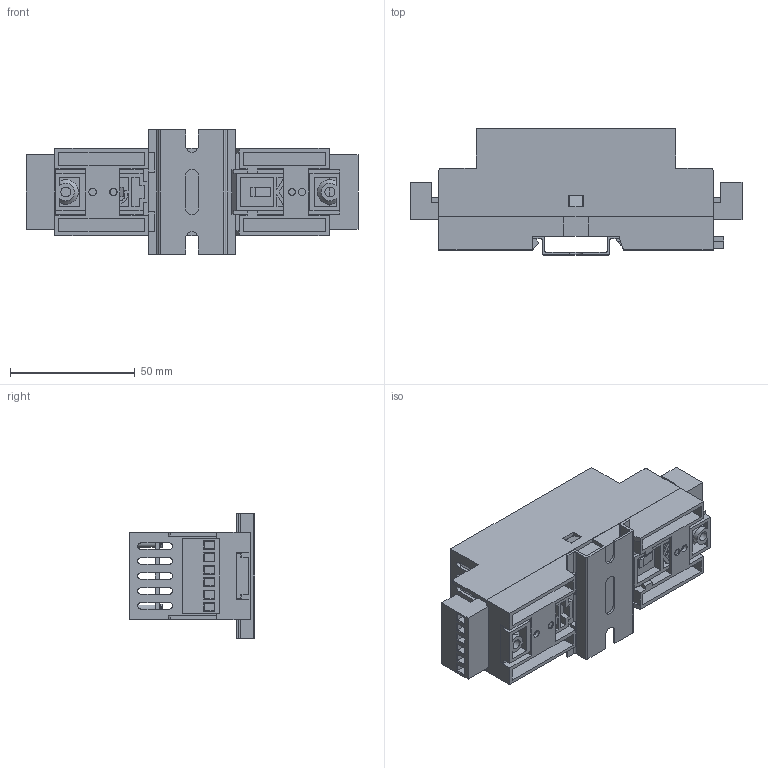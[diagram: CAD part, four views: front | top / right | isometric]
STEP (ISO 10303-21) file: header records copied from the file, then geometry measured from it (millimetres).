
FILE_DESCRIPTION (( 'STEP AP214' ), '1' );
FILE_NAME ('CESV-35-03.STEP', '2023-02-02T07:12:29', ( '' ), ( '' ), 'SwSTEP 2.0', 'SolidWorks 2017', '' );
FILE_SCHEMA (( 'AUTOMOTIVE_DESIGN' ));
Length unit declared in the file: millimetre
Products named in the file (11): CESV-35-03; Clip-Big; TopCover with Ventilation with Opening - CESVC-35; Screw-small; Rail-50; Base plate - MDB-35; Base PCB-MDP-35-01; CESP-35; Euro Terminal5mm-Plug-In-6Way; Screw-smallest; Clip-Small
Assembly tree (15 placements, depth 2):
  CESV-35-03
    Base plate - MDB-35
    Clip-Small
    Clip-Big
    Base PCB-MDP-35-01
    Euro Terminal5mm-Plug-In-6Way  x2
    Rail-50
    Screw-small  x2
    TopCover with Ventilation with Opening - CESVC-35
    CESP-35
    Screw-smallest  x4
Bounding box: 133.2 x 50.55 x 50 mm (x, y, z)
Volume: 53373.3 mm3; surface area: 71013.4 mm2
Topology: 15 solids, 15 shells, 1010 faces, 2720 edges, 1768 vertices
Faces by surface type: plane 701, cylinder 231, cone 40, torus 22, bspline 16
Entity records: 24572 total; most frequent: CARTESIAN_POINT 4468, ORIENTED_EDGE 4132, DIRECTION 3966, EDGE_CURVE 2066, LINE 1580, VECTOR 1580, VERTEX_POINT 1353, AXIS2_PLACEMENT_3D 1193
